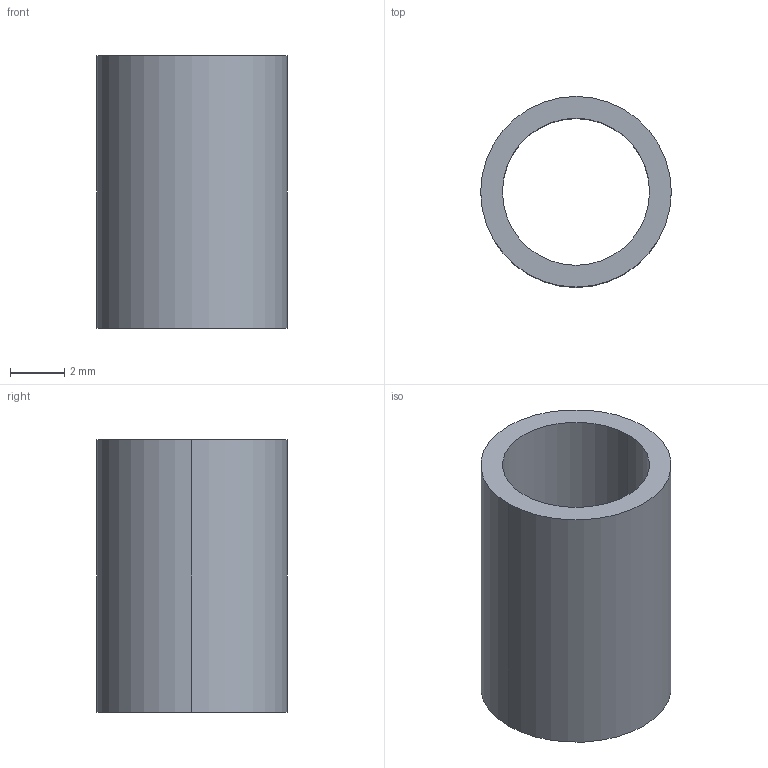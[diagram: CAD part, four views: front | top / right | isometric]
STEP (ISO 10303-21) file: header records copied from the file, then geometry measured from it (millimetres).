
FILE_DESCRIPTION (( 'STEP AP214' ), '1' );
FILE_NAME ('Spacer 10 mm for screw 5 mm.STEP', '2021-07-28T14:16:24', ( '' ), ( '' ), 'SwSTEP 2.0', 'SolidWorks 2019', '' );
FILE_SCHEMA (( 'AUTOMOTIVE_DESIGN' ));
Length unit declared in the file: millimetre
Products named in the file (1): Spacer 10 mm for screw 5 mm
Bounding box: 7 x 7 x 10 mm (x, y, z)
Volume: 155.8 mm3; surface area: 420.7 mm2
Topology: 1 solids, 1 shells, 6 faces, 12 edges, 8 vertices
Faces by surface type: cylinder 4, plane 2
Entity records: 268 total; most frequent: DIRECTION 34, CARTESIAN_POINT 27, ORIENTED_EDGE 24, AXIS2_PLACEMENT_3D 15, EDGE_CURVE 12, UNCERTAINTY_MEASURE_WITH_UNIT 9, SURFACE_STYLE_FILL_AREA 8, PRESENTATION_LAYER_ASSIGNMENT 8
